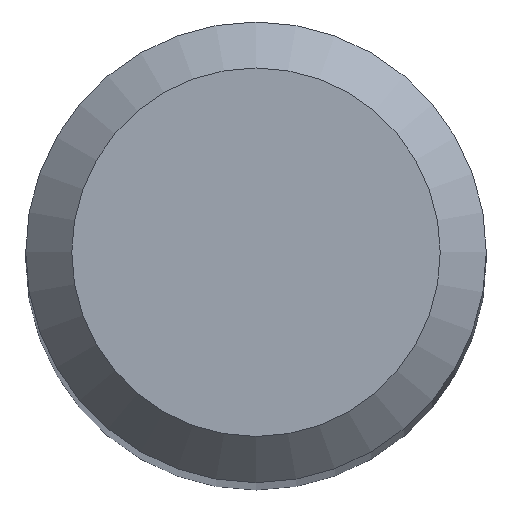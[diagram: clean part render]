
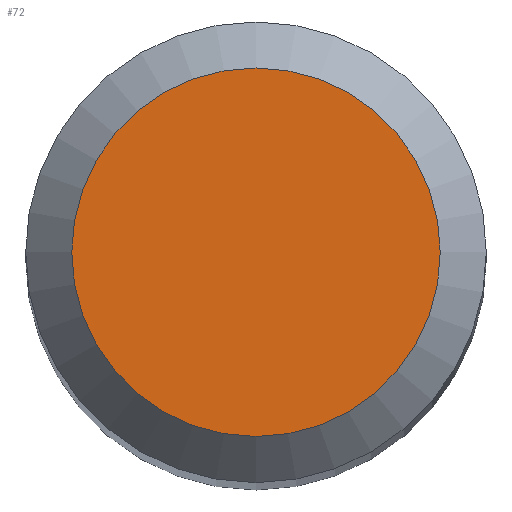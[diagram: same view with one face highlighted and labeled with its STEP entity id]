
A CAD part, top view. The second image highlights one B-rep face of the part: STEP entity #72.
In plain terms, the highlighted planar face has unit normal (0, 0, 1).
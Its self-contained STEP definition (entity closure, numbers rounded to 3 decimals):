
#53=PLANE('',#187);
#72=ADVANCED_FACE('',(#80),#53,.T.);
#80=FACE_OUTER_BOUND('',#88,.T.);
#88=EDGE_LOOP('',(#102));
#102=ORIENTED_EDGE('',*,*,#119,.F.);
#112=VERTEX_POINT('',#264);
#119=EDGE_CURVE('',#112,#112,#126,.T.);
#126=CIRCLE('',#184,1.2);
#184=AXIS2_PLACEMENT_3D('',#263,#213,#214);
#187=AXIS2_PLACEMENT_3D('',#268,#219,#220);
#213=DIRECTION('',(0.,0.,-1.));
#214=DIRECTION('',(-1.,0.,0.));
#219=DIRECTION('',(0.,0.,1.));
#220=DIRECTION('',(-1.,0.,0.));
#263=CARTESIAN_POINT('',(0.,0.,0.));
#264=CARTESIAN_POINT('',(-1.2,0.,0.));
#268=CARTESIAN_POINT('',(1.2,0.,0.));
